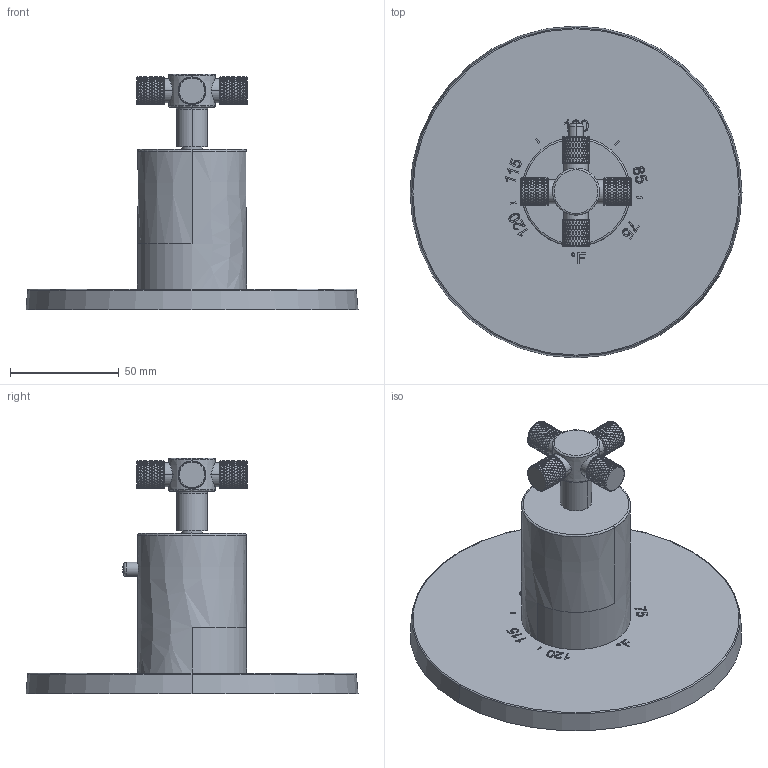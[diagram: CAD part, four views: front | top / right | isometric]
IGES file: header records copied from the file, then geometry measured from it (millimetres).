
Start section:  PTC IGES file: 3-3304tr.igs
Global section: file name: 3-3304tr.igs; native system: Creo Parametric by PTC Inc.; preprocessor: 2018400; author: jinson.thomas; organization: Unknown; date: 20210921.101100; units: inch
Bounding box: 152.4 x 152.4 x 108.15 mm (x, y, z)
Volume: 313691.3 mm3; surface area: 57111 mm2
Topology: 1 solids, 1 shells, 6633 faces, 13941 edges, 7347 vertices
Faces by surface type: bspline 5047, revolution 1404, extrusion 182
